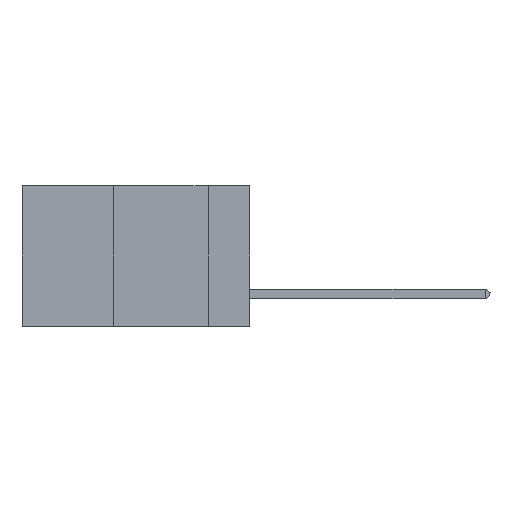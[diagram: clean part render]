
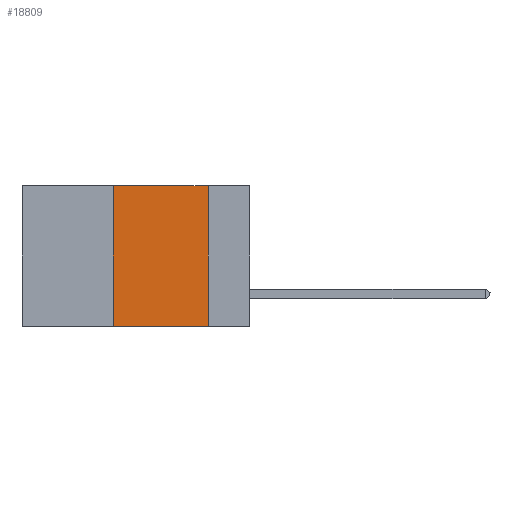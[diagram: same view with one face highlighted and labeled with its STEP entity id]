
A CAD part, left-side view. The second image highlights one B-rep face of the part: STEP entity #18809.
In plain terms, the highlighted planar face has unit normal (-1, 0, 0).
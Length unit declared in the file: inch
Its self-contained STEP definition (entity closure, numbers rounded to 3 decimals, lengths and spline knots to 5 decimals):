
#1284 = CARTESIAN_POINT ( 'NONE',  ( 0., 0.6, 0. ) ) ;
#2908 = DIRECTION ( 'NONE',  ( 0., -1., 0. ) ) ;
#4286 = VERTEX_POINT ( 'NONE', #30525 ) ;
#4545 = CARTESIAN_POINT ( 'NONE',  ( 0., 0.36, 0. ) ) ;
#4588 = CARTESIAN_POINT ( 'NONE',  ( 0., 0.11, 0. ) ) ;
#7792 = DIRECTION ( 'NONE',  ( 0., 0., -1. ) ) ;
#8363 = CARTESIAN_POINT ( 'NONE',  ( 0., 0.36, -0.37 ) ) ;
#8438 = DIRECTION ( 'NONE',  ( 1., 0., 0. ) ) ;
#8982 = ORIENTED_EDGE ( 'NONE', *, *, #34956, .T. ) ;
#9501 = EDGE_CURVE ( 'NONE', #41860, #20393, #22197, .T. ) ;
#10237 = VERTEX_POINT ( 'NONE', #21900 ) ;
#10263 = DIRECTION ( 'NONE',  ( 0., -1., 0. ) ) ;
#14346 = AXIS2_PLACEMENT_3D ( 'NONE', #1284, #8438, #32952 ) ;
#15326 = LINE ( 'NONE', #20672, #38925 ) ;
#16605 = CARTESIAN_POINT ( 'NONE',  ( 0., 0.6, -0.37 ) ) ;
#16907 = VECTOR ( 'NONE', #7792, 39.37008 ) ;
#17024 = CARTESIAN_POINT ( 'NONE',  ( 0., 0.36, 0. ) ) ;
#17930 = ORIENTED_EDGE ( 'NONE', *, *, #40490, .F. ) ;
#18809 = ADVANCED_FACE ( 'NONE', ( #35752 ), #25587, .F. ) ;
#20393 = VERTEX_POINT ( 'NONE', #17024 ) ;
#20672 = CARTESIAN_POINT ( 'NONE',  ( 0., 0.6, 0. ) ) ;
#21326 = LINE ( 'NONE', #4588, #16907 ) ;
#21400 = VECTOR ( 'NONE', #2908, 39.37008 ) ;
#21900 = CARTESIAN_POINT ( 'NONE',  ( 0., 0.11, 0. ) ) ;
#22197 = LINE ( 'NONE', #4545, #43078 ) ;
#25587 = PLANE ( 'NONE',  #14346 ) ;
#27833 = ORIENTED_EDGE ( 'NONE', *, *, #9501, .F. ) ;
#30525 = CARTESIAN_POINT ( 'NONE',  ( 0., 0.11, -0.37 ) ) ;
#32952 = DIRECTION ( 'NONE',  ( 0., 0., -1. ) ) ;
#34816 = EDGE_LOOP ( 'NONE', ( #42714, #17930, #27833, #8982 ) ) ;
#34956 = EDGE_CURVE ( 'NONE', #41860, #4286, #43940, .T. ) ;
#35752 = FACE_OUTER_BOUND ( 'NONE', #34816, .T. ) ;
#35763 = DIRECTION ( 'NONE',  ( 0., 0., 1. ) ) ;
#38925 = VECTOR ( 'NONE', #10263, 39.37008 ) ;
#40490 = EDGE_CURVE ( 'NONE', #20393, #10237, #15326, .T. ) ;
#41860 = VERTEX_POINT ( 'NONE', #8363 ) ;
#42714 = ORIENTED_EDGE ( 'NONE', *, *, #43867, .F. ) ;
#43078 = VECTOR ( 'NONE', #35763, 39.37008 ) ;
#43867 = EDGE_CURVE ( 'NONE', #10237, #4286, #21326, .T. ) ;
#43940 = LINE ( 'NONE', #16605, #21400 ) ;
